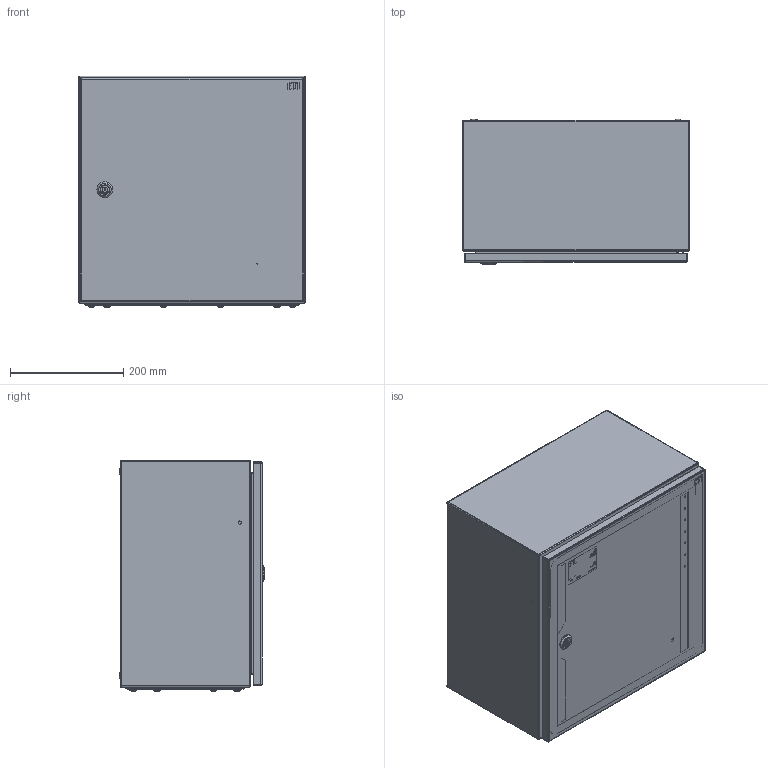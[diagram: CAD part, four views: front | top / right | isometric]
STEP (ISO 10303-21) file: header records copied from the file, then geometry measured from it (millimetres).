
FILE_DESCRIPTION((''),'2;1');
FILE_NAME('GT_40_40_25_ASM','2021-11-04T',('marketing.praksa'),('Audax d.o.o.'),'CREO PARAMETRIC BY PTC INC, 2017480','CREO PARAMETRIC BY PTC INC, 2017480','');
FILE_SCHEMA(('AUTOMOTIVE_DESIGN { 1 0 10303 214 1 1 1 1 }'));
Products named in the file (41): DRZWI_1_2_3_4_5_6_7_8_9_1_47_1_; DRZWI_1_2_3_4_5_6_7_8_9_1_48_1_; ZAWIAS_3_ST47_002_ELEMENT-39009; ZAWIAS_3_ST47_002_ELEMENT-39010; DRZWI_1_2_3_4_5_6_7_8_9_1_49_1_; DRZWI_1_2_3_4_5_6_7_8_9__50_1_1; DRZWI_1_2_3_4_5_6_7_8_9__51_1_1; 1_EB_1000-U6_H__KORPUS_1_2_3_14; 1_EB_1000-U6_H__WK_ADKA_1_2__16; 1_EB_1000-U6_H__SRUBA_1_2_3__15; DRZWI_1_2_3_4_5_6_7_8_9__52_1_1; 1_EB_1000-U6_H__NAKR_TKA_1_2_18; DRZWI_1_2_3_4_5_6_7_8_9__53_1_1; ANSI_B27_7M_3CMI-4-39020_1_1; DRZWI_1_2_3_4_5_6_7_8_9__54_1_1; DRZWI_1_2_3_4_5_6_7_8_9__55_1_1; ANSI_B27_7M_3CMI-4-39023_1_1; DRZWI_1_2_3_4_5_6_7_8_9__56_1_1; ETI_LOGO_1_1_1_1_1_2_3_4_5_6_12; ETI_LOGO_2_1_1_1_1_2_3_4_5_6_12; ETI_LOGO_3_1_1_1_1_2_3_4_5_6_12; KOR_GT_40-40-25_1_1; PRZEPUST_1_2_3_4_5_6_7_8_9_1_11; ZAWIAS_1_2_3_4_5_6_7_8_9_10_11_; TULEJA_1_2_3_4_5_6_7_8_9_10_11_; PLYTA_1_2_3_4_5_6_7_8_9_10_11_1; NAKRETKA_M8_1_2_3_4_5_6_7_8__11; ZASLEPKA_10_7_1_2_3_4_5_6_7_8_9; SCREWS_40-40-25_1_1; SCREWS_40-40-25_1_2; SCREWS_40-40-25_1_3; SCREWS_40-40-25_1_4; SCREWS_40-40-25_1_5; SCREWS_40-40-25_1_6; SCREWS_40-40-25_1_7; SCREWS_40-40-25_1_8; SCREWS_40-40-25_1_9; SCREWS_40-40-25_1_10; SCREWS_40-40-25_1_11; SCREWS_40-40-25_1_12 ...
Assembly tree (50 placements, depth 2):
  GT_40_40_25_ASM
    DRZWI_1_2_3_4_5_6_7_8_9_1_47_1_
    DRZWI_1_2_3_4_5_6_7_8_9_1_48_1_
    ZAWIAS_3_ST47_002_ELEMENT-39009
    ZAWIAS_3_ST47_002_ELEMENT-39010
    DRZWI_1_2_3_4_5_6_7_8_9_1_49_1_
    DRZWI_1_2_3_4_5_6_7_8_9__50_1_1
    DRZWI_1_2_3_4_5_6_7_8_9__51_1_1
    1_EB_1000-U6_H__KORPUS_1_2_3_14
    1_EB_1000-U6_H__WK_ADKA_1_2__16
    1_EB_1000-U6_H__SRUBA_1_2_3__15
    DRZWI_1_2_3_4_5_6_7_8_9__52_1_1
    1_EB_1000-U6_H__NAKR_TKA_1_2_18
    DRZWI_1_2_3_4_5_6_7_8_9__53_1_1
    ANSI_B27_7M_3CMI-4-39020_1_1
    DRZWI_1_2_3_4_5_6_7_8_9__54_1_1
    DRZWI_1_2_3_4_5_6_7_8_9__55_1_1
    ANSI_B27_7M_3CMI-4-39023_1_1
    DRZWI_1_2_3_4_5_6_7_8_9__56_1_1
    ETI_LOGO_1_1_1_1_1_2_3_4_5_6_12
    ETI_LOGO_2_1_1_1_1_2_3_4_5_6_12
    ETI_LOGO_3_1_1_1_1_2_3_4_5_6_12
    KOR_GT_40-40-25_1_1
    PRZEPUST_1_2_3_4_5_6_7_8_9_1_11
    ZAWIAS_1_2_3_4_5_6_7_8_9_10_11_  x2
    TULEJA_1_2_3_4_5_6_7_8_9_10_11_  x4
    PLYTA_1_2_3_4_5_6_7_8_9_10_11_1
    NAKRETKA_M8_1_2_3_4_5_6_7_8__11  x4
    ZASLEPKA_10_7_1_2_3_4_5_6_7_8_9  x4
    SCREWS_40-40-25_1_1
    SCREWS_40-40-25_1_2
    SCREWS_40-40-25_1_3
    SCREWS_40-40-25_1_4
    SCREWS_40-40-25_1_5
    SCREWS_40-40-25_1_6
    SCREWS_40-40-25_1_7
    SCREWS_40-40-25_1_8
    SCREWS_40-40-25_1_9
    SCREWS_40-40-25_1_10
    SCREWS_40-40-25_1_11
    SCREWS_40-40-25_1_12
Bounding box: 400 x 256.53 x 408.04 mm (x, y, z)
Volume: 1449483.9 mm3; surface area: 1990221.6 mm2
Topology: 50 solids, 50 shells, 2679 faces, 7371 edges, 4906 vertices
Faces by surface type: plane 1186, cylinder 962, torus 148, extrusion 136, cone 128, bspline 65, sphere 54
Entity records: 95474 total; most frequent: CARTESIAN_POINT 18541, DIRECTION 11577, ORIENTED_EDGE 11232, PRESENTATION_STYLE_ASSIGNMENT 6085, STYLED_ITEM 6085, CURVE_STYLE 5616, EDGE_CURVE 5616, AXIS2_PLACEMENT_3D 4294
